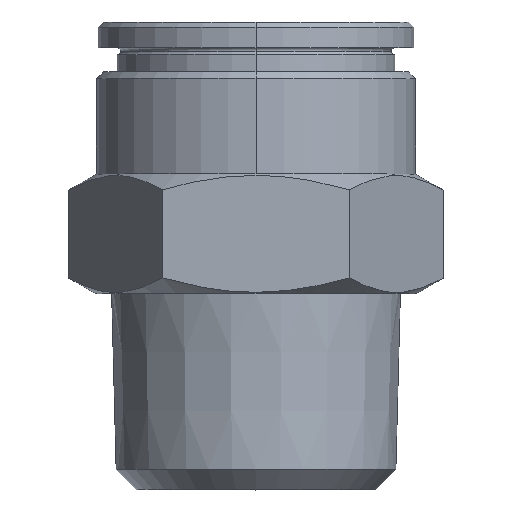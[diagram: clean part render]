
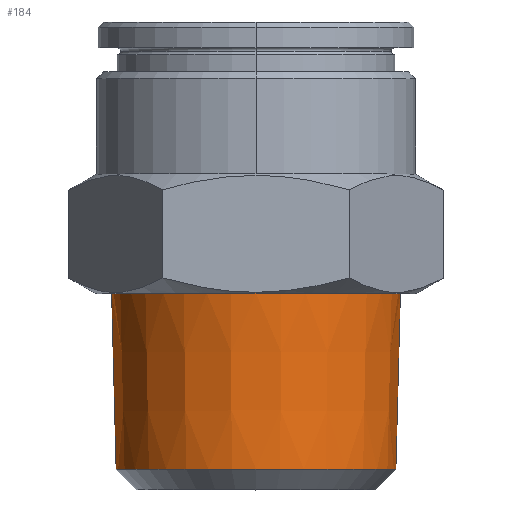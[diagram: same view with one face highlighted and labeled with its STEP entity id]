
A CAD part, top view. The second image highlights one B-rep face of the part: STEP entity #184.
In plain terms, the highlighted conical face has half-angle 1.47 degrees and reference radius 8.462 mm.
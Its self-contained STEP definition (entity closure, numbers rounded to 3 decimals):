
#184 = ADVANCED_FACE ( 'NONE', ( #682 ), #681, .T. ) ;
#187 = EDGE_LOOP ( 'NONE', ( #222, #204, #189, #211 ) ) ;
#189 = ORIENTED_EDGE ( 'NONE', *, *, #200, .T. ) ;
#191 = VERTEX_POINT ( 'NONE', #705 ) ;
#195 = VERTEX_POINT ( 'NONE', #708 ) ;
#199 = VERTEX_POINT ( 'NONE', #712 ) ;
#200 = EDGE_CURVE ( 'NONE', #191, #203, #721, .T. ) ;
#203 = VERTEX_POINT ( 'NONE', #714 ) ;
#204 = ORIENTED_EDGE ( 'NONE', *, *, #212, .T. ) ;
#211 = ORIENTED_EDGE ( 'NONE', *, *, #216, .F. ) ;
#212 = EDGE_CURVE ( 'NONE', #199, #191, #755, .T. ) ;
#216 = EDGE_CURVE ( 'NONE', #195, #203, #781, .T. ) ;
#221 = EDGE_CURVE ( 'NONE', #199, #195, #815, .T. ) ;
#222 = ORIENTED_EDGE ( 'NONE', *, *, #221, .F. ) ;
#681 = CONICAL_SURFACE ( 'NONE', #693, 8.462, 0.026 ) ;
#682 = FACE_OUTER_BOUND ( 'NONE', #187, .T. ) ;
#692 = CARTESIAN_POINT ( 'NONE',  ( 0., 11.5, 0. ) ) ;
#693 = AXIS2_PLACEMENT_3D ( 'NONE', #692, #695, #694 ) ;
#694 = DIRECTION ( 'NONE',  ( -1., 0., 0. ) ) ;
#695 = DIRECTION ( 'NONE',  ( 0., 1., 0. ) ) ;
#705 = CARTESIAN_POINT ( 'NONE',  ( 8.462, 11.5, 0. ) ) ;
#708 = CARTESIAN_POINT ( 'NONE',  ( -8.198, 1.2, 0. ) ) ;
#712 = CARTESIAN_POINT ( 'NONE',  ( 8.198, 1.2, 0. ) ) ;
#714 = CARTESIAN_POINT ( 'NONE',  ( -8.462, 11.5, 0. ) ) ;
#717 = DIRECTION ( 'NONE',  ( 1., 0., 0. ) ) ;
#718 = DIRECTION ( 'NONE',  ( 0., -1., 0. ) ) ;
#719 = CARTESIAN_POINT ( 'NONE',  ( 0., 11.5, 0. ) ) ;
#720 = AXIS2_PLACEMENT_3D ( 'NONE', #719, #718, #717 ) ;
#721 = CIRCLE ( 'NONE', #720, 8.462 ) ;
#752 = DIRECTION ( 'NONE',  ( 0.026, 1., 0. ) ) ;
#753 = VECTOR ( 'NONE', #752, 1000. ) ;
#754 = CARTESIAN_POINT ( 'NONE',  ( 8.462, 11.5, 0. ) ) ;
#755 = LINE ( 'NONE', #754, #753 ) ;
#781 = LINE ( 'NONE', #786, #785 ) ;
#785 = VECTOR ( 'NONE', #812, 1000. ) ;
#786 = CARTESIAN_POINT ( 'NONE',  ( -8.462, 11.5, 0. ) ) ;
#803 = DIRECTION ( 'NONE',  ( 0., -1., 0. ) ) ;
#811 = DIRECTION ( 'NONE',  ( 1., 0., 0. ) ) ;
#812 = DIRECTION ( 'NONE',  ( -0.026, 1., 0. ) ) ;
#813 = CARTESIAN_POINT ( 'NONE',  ( 0., 1.2, 0. ) ) ;
#814 = AXIS2_PLACEMENT_3D ( 'NONE', #813, #803, #811 ) ;
#815 = CIRCLE ( 'NONE', #814, 8.198 ) ;
